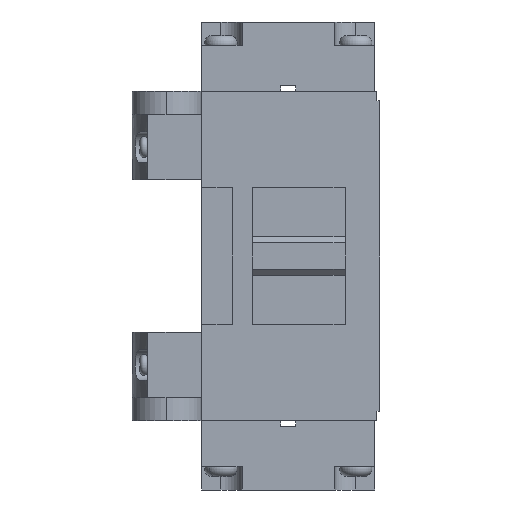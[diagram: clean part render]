
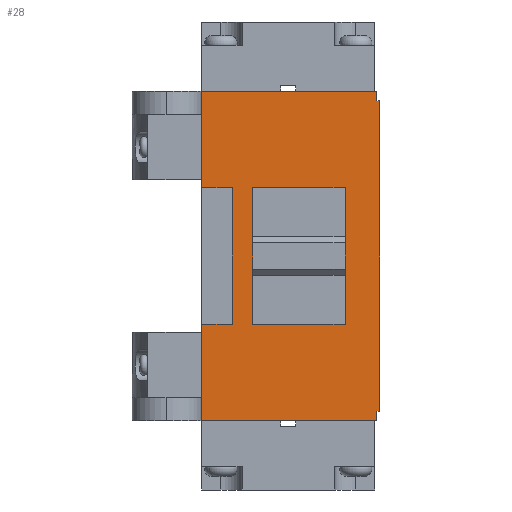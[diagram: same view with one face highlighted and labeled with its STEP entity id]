
A CAD part, left-side view. The second image highlights one B-rep face of the part: STEP entity #28.
In plain terms, the highlighted planar face has unit normal (-1, 0, 0).
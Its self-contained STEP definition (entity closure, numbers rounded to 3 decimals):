
#28 = ADVANCED_FACE ( 'NONE', ( #14311, #14312 ), #4741, .T. ) ;
#4177 = EDGE_CURVE ( 'NONE', #5035, #5248, #13587, .T. ) ;
#4183 = EDGE_CURVE ( 'NONE', #5032, #5178, #13591, .T. ) ;
#4184 = EDGE_CURVE ( 'NONE', #5252, #5032, #13594, .T. ) ;
#4185 = EDGE_CURVE ( 'NONE', #5252, #5072, #13596, .T. ) ;
#4186 = EDGE_CURVE ( 'NONE', #5072, #5178, #13598, .T. ) ;
#4187 = EDGE_CURVE ( 'NONE', #5061, #5093, #13600, .T. ) ;
#4188 = EDGE_CURVE ( 'NONE', #5021, #5093, #13602, .T. ) ;
#4189 = EDGE_CURVE ( 'NONE', #5009, #5021, #13604, .T. ) ;
#4190 = EDGE_CURVE ( 'NONE', #5009, #5249, #13606, .T. ) ;
#4191 = EDGE_CURVE ( 'NONE', #5248, #5249, #13608, .T. ) ;
#4192 = EDGE_CURVE ( 'NONE', #4883, #5035, #13610, .T. ) ;
#4193 = EDGE_CURVE ( 'NONE', #5100, #4883, #13612, .T. ) ;
#4194 = EDGE_CURVE ( 'NONE', #5045, #5100, #13614, .T. ) ;
#4195 = EDGE_CURVE ( 'NONE', #4875, #5045, #13616, .T. ) ;
#4196 = EDGE_CURVE ( 'NONE', #4875, #5079, #13618, .T. ) ;
#4197 = EDGE_CURVE ( 'NONE', #5061, #5079, #13620, .T. ) ;
#4737 = DIRECTION ( 'NONE',  ( 0., 0., 1. ) ) ;
#4738 = DIRECTION ( 'NONE',  ( -1., 0., 0. ) ) ;
#4739 = CARTESIAN_POINT ( 'NONE',  ( -25.5, -23.74, -85.5 ) ) ;
#4741 = PLANE ( 'NONE',  #8643 ) ;
#4875 = VERTEX_POINT ( 'NONE', #16277 ) ;
#4883 = VERTEX_POINT ( 'NONE', #16268 ) ;
#5009 = VERTEX_POINT ( 'NONE', #16121 ) ;
#5021 = VERTEX_POINT ( 'NONE', #16108 ) ;
#5032 = VERTEX_POINT ( 'NONE', #16096 ) ;
#5035 = VERTEX_POINT ( 'NONE', #16092 ) ;
#5045 = VERTEX_POINT ( 'NONE', #16082 ) ;
#5061 = VERTEX_POINT ( 'NONE', #16064 ) ;
#5072 = VERTEX_POINT ( 'NONE', #16052 ) ;
#5079 = VERTEX_POINT ( 'NONE', #16044 ) ;
#5093 = VERTEX_POINT ( 'NONE', #16029 ) ;
#5100 = VERTEX_POINT ( 'NONE', #16022 ) ;
#5178 = VERTEX_POINT ( 'NONE', #15936 ) ;
#5248 = VERTEX_POINT ( 'NONE', #15858 ) ;
#5249 = VERTEX_POINT ( 'NONE', #15857 ) ;
#5252 = VERTEX_POINT ( 'NONE', #15854 ) ;
#8643 = AXIS2_PLACEMENT_3D ( 'NONE', #4739, #4738, #4737 ) ;
#10557 = EDGE_LOOP ( 'NONE', ( #14038, #14039, #14040, #14041, #14042, #14043, #14044, #14045, #14046, #14047, #14048, #14049 ) ) ;
#10558 = EDGE_LOOP ( 'NONE', ( #14034, #14035, #14036, #14037 ) ) ;
#13587 = LINE ( 'NONE', #16649, #13588 ) ;
#13588 = VECTOR ( 'NONE', #16648, 1000. ) ;
#13591 = LINE ( 'NONE', #16598, #13593 ) ;
#13593 = VECTOR ( 'NONE', #16597, 1000. ) ;
#13594 = LINE ( 'NONE', #16595, #13595 ) ;
#13595 = VECTOR ( 'NONE', #16594, 1000. ) ;
#13596 = LINE ( 'NONE', #16592, #13597 ) ;
#13597 = VECTOR ( 'NONE', #16590, 1000. ) ;
#13598 = LINE ( 'NONE', #16589, #13599 ) ;
#13599 = VECTOR ( 'NONE', #16588, 1000. ) ;
#13600 = LINE ( 'NONE', #16587, #13601 ) ;
#13601 = VECTOR ( 'NONE', #16586, 1000. ) ;
#13602 = LINE ( 'NONE', #16585, #13603 ) ;
#13603 = VECTOR ( 'NONE', #16584, 1000. ) ;
#13604 = LINE ( 'NONE', #16583, #13605 ) ;
#13605 = VECTOR ( 'NONE', #16582, 1000. ) ;
#13606 = LINE ( 'NONE', #16581, #13607 ) ;
#13607 = VECTOR ( 'NONE', #16580, 1000. ) ;
#13608 = LINE ( 'NONE', #16579, #13609 ) ;
#13609 = VECTOR ( 'NONE', #16578, 1000. ) ;
#13610 = LINE ( 'NONE', #16577, #13611 ) ;
#13611 = VECTOR ( 'NONE', #16576, 1000. ) ;
#13612 = LINE ( 'NONE', #16575, #13613 ) ;
#13613 = VECTOR ( 'NONE', #16574, 1000. ) ;
#13614 = LINE ( 'NONE', #16573, #13615 ) ;
#13615 = VECTOR ( 'NONE', #16572, 1000. ) ;
#13616 = LINE ( 'NONE', #16571, #13617 ) ;
#13617 = VECTOR ( 'NONE', #16570, 1000. ) ;
#13618 = LINE ( 'NONE', #16569, #13619 ) ;
#13619 = VECTOR ( 'NONE', #16568, 1000. ) ;
#13620 = LINE ( 'NONE', #16567, #13621 ) ;
#13621 = VECTOR ( 'NONE', #16566, 1000. ) ;
#14034 = ORIENTED_EDGE ( 'NONE', *, *, #4183, .F. ) ;
#14035 = ORIENTED_EDGE ( 'NONE', *, *, #4184, .F. ) ;
#14036 = ORIENTED_EDGE ( 'NONE', *, *, #4185, .T. ) ;
#14037 = ORIENTED_EDGE ( 'NONE', *, *, #4186, .T. ) ;
#14038 = ORIENTED_EDGE ( 'NONE', *, *, #4187, .T. ) ;
#14039 = ORIENTED_EDGE ( 'NONE', *, *, #4188, .F. ) ;
#14040 = ORIENTED_EDGE ( 'NONE', *, *, #4189, .F. ) ;
#14041 = ORIENTED_EDGE ( 'NONE', *, *, #4190, .T. ) ;
#14042 = ORIENTED_EDGE ( 'NONE', *, *, #4191, .F. ) ;
#14043 = ORIENTED_EDGE ( 'NONE', *, *, #4177, .F. ) ;
#14044 = ORIENTED_EDGE ( 'NONE', *, *, #4192, .F. ) ;
#14045 = ORIENTED_EDGE ( 'NONE', *, *, #4193, .F. ) ;
#14046 = ORIENTED_EDGE ( 'NONE', *, *, #4194, .F. ) ;
#14047 = ORIENTED_EDGE ( 'NONE', *, *, #4195, .F. ) ;
#14048 = ORIENTED_EDGE ( 'NONE', *, *, #4196, .T. ) ;
#14049 = ORIENTED_EDGE ( 'NONE', *, *, #4197, .F. ) ;
#14311 = FACE_BOUND ( 'NONE', #10558, .T. ) ;
#14312 = FACE_OUTER_BOUND ( 'NONE', #10557, .T. ) ;
#15854 = CARTESIAN_POINT ( 'NONE',  ( -25.5, -14.74, -60.5 ) ) ;
#15857 = CARTESIAN_POINT ( 'NONE',  ( -25.5, -23.74, -2.4 ) ) ;
#15858 = CARTESIAN_POINT ( 'NONE',  ( -25.5, -23., -2.4 ) ) ;
#15936 = CARTESIAN_POINT ( 'NONE',  ( -25.5, 9.26, -25. ) ) ;
#16022 = CARTESIAN_POINT ( 'NONE',  ( -25.5, 22.5, -25. ) ) ;
#16029 = CARTESIAN_POINT ( 'NONE',  ( -25.5, -23., -85.5 ) ) ;
#16044 = CARTESIAN_POINT ( 'NONE',  ( -25.5, 22.5, -60.5 ) ) ;
#16052 = CARTESIAN_POINT ( 'NONE',  ( -25.5, 9.26, -60.5 ) ) ;
#16064 = CARTESIAN_POINT ( 'NONE',  ( -25.5, 22.5, -85.5 ) ) ;
#16082 = CARTESIAN_POINT ( 'NONE',  ( -25.5, 14.5, -25. ) ) ;
#16092 = CARTESIAN_POINT ( 'NONE',  ( -25.5, -23., 0. ) ) ;
#16096 = CARTESIAN_POINT ( 'NONE',  ( -25.5, -14.74, -25. ) ) ;
#16108 = CARTESIAN_POINT ( 'NONE',  ( -25.5, -23., -83.1 ) ) ;
#16121 = CARTESIAN_POINT ( 'NONE',  ( -25.5, -23.74, -83.1 ) ) ;
#16268 = CARTESIAN_POINT ( 'NONE',  ( -25.5, 22.5, 0. ) ) ;
#16277 = CARTESIAN_POINT ( 'NONE',  ( -25.5, 14.5, -60.5 ) ) ;
#16566 = DIRECTION ( 'NONE',  ( 0., 0., 1. ) ) ;
#16567 = CARTESIAN_POINT ( 'NONE',  ( -25.5, 22.5, -85.5 ) ) ;
#16568 = DIRECTION ( 'NONE',  ( 0., 1., 0. ) ) ;
#16569 = CARTESIAN_POINT ( 'NONE',  ( -25.5, 14.5, -60.5 ) ) ;
#16570 = DIRECTION ( 'NONE',  ( 0., 0., 1. ) ) ;
#16571 = CARTESIAN_POINT ( 'NONE',  ( -25.5, 14.5, -25. ) ) ;
#16572 = DIRECTION ( 'NONE',  ( 0., 1., 0. ) ) ;
#16573 = CARTESIAN_POINT ( 'NONE',  ( -25.5, 14.5, -25. ) ) ;
#16574 = DIRECTION ( 'NONE',  ( 0., 0., 1. ) ) ;
#16575 = CARTESIAN_POINT ( 'NONE',  ( -25.5, 22.5, -85.5 ) ) ;
#16576 = DIRECTION ( 'NONE',  ( 0., -1., 0. ) ) ;
#16577 = CARTESIAN_POINT ( 'NONE',  ( -25.5, -23.74, 0. ) ) ;
#16578 = DIRECTION ( 'NONE',  ( 0., -1., 0. ) ) ;
#16579 = CARTESIAN_POINT ( 'NONE',  ( -25.5, -23., -2.4 ) ) ;
#16580 = DIRECTION ( 'NONE',  ( 0., 0., 1. ) ) ;
#16581 = CARTESIAN_POINT ( 'NONE',  ( -25.5, -23.74, -85.5 ) ) ;
#16582 = DIRECTION ( 'NONE',  ( 0., 1., 0. ) ) ;
#16583 = CARTESIAN_POINT ( 'NONE',  ( -25.5, -23., -83.1 ) ) ;
#16584 = DIRECTION ( 'NONE',  ( 0., 0., -1. ) ) ;
#16585 = CARTESIAN_POINT ( 'NONE',  ( -25.5, -23., -83.1 ) ) ;
#16586 = DIRECTION ( 'NONE',  ( 0., -1., 0. ) ) ;
#16587 = CARTESIAN_POINT ( 'NONE',  ( -25.5, -23.74, -85.5 ) ) ;
#16588 = DIRECTION ( 'NONE',  ( 0., 0., 1. ) ) ;
#16589 = CARTESIAN_POINT ( 'NONE',  ( -25.5, 9.26, -25. ) ) ;
#16590 = DIRECTION ( 'NONE',  ( 0., 1., 0. ) ) ;
#16592 = CARTESIAN_POINT ( 'NONE',  ( -25.5, -14.74, -60.5 ) ) ;
#16594 = DIRECTION ( 'NONE',  ( 0., 0., 1. ) ) ;
#16595 = CARTESIAN_POINT ( 'NONE',  ( -25.5, -14.74, -25. ) ) ;
#16597 = DIRECTION ( 'NONE',  ( 0., 1., 0. ) ) ;
#16598 = CARTESIAN_POINT ( 'NONE',  ( -25.5, -14.74, -25. ) ) ;
#16648 = DIRECTION ( 'NONE',  ( 0., 0., -1. ) ) ;
#16649 = CARTESIAN_POINT ( 'NONE',  ( -25.5, -23., -2.4 ) ) ;
